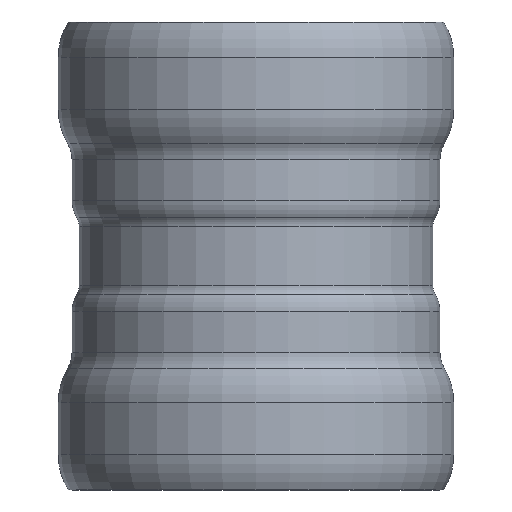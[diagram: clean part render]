
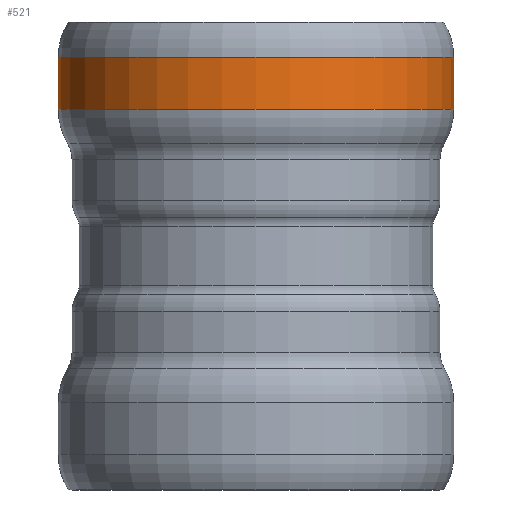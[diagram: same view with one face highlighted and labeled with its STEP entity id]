
A CAD part, front view. The second image highlights one B-rep face of the part: STEP entity #521.
In plain terms, the highlighted cylindrical face has radius 1225 mm (diameter 2450 mm), a full revolution.
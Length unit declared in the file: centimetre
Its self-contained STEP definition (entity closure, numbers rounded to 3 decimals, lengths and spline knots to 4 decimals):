
#24=LINE('',#951,#34);
#34=VECTOR('',#758,122.5);
#44=CYLINDRICAL_SURFACE('',#591,122.5);
#65=FACE_OUTER_BOUND('',#98,.T.);
#98=EDGE_LOOP('',(#398,#399,#400,#401,#402,#403));
#149=CIRCLE('',#588,122.5);
#151=CIRCLE('',#590,122.5);
#152=CIRCLE('',#592,122.5);
#153=CIRCLE('',#593,122.5);
#212=VERTEX_POINT('',#941);
#213=VERTEX_POINT('',#942);
#214=VERTEX_POINT('',#947);
#215=VERTEX_POINT('',#948);
#277=EDGE_CURVE('',#212,#213,#149,.T.);
#279=EDGE_CURVE('',#213,#212,#151,.T.);
#280=EDGE_CURVE('',#214,#215,#152,.T.);
#281=EDGE_CURVE('',#215,#214,#153,.T.);
#282=EDGE_CURVE('',#215,#213,#24,.T.);
#398=ORIENTED_EDGE('',*,*,#280,.F.);
#399=ORIENTED_EDGE('',*,*,#281,.F.);
#400=ORIENTED_EDGE('',*,*,#282,.T.);
#401=ORIENTED_EDGE('',*,*,#279,.T.);
#402=ORIENTED_EDGE('',*,*,#277,.T.);
#403=ORIENTED_EDGE('',*,*,#282,.F.);
#521=ADVANCED_FACE('',(#65),#44,.T.);
#588=AXIS2_PLACEMENT_3D('',#943,#746,#747);
#590=AXIS2_PLACEMENT_3D('',#945,#750,#751);
#591=AXIS2_PLACEMENT_3D('',#946,#752,#753);
#592=AXIS2_PLACEMENT_3D('',#949,#754,#755);
#593=AXIS2_PLACEMENT_3D('',#950,#756,#757);
#746=DIRECTION('center_axis',(0.,0.,-1.));
#747=DIRECTION('ref_axis',(1.,0.,0.));
#750=DIRECTION('center_axis',(0.,0.,-1.));
#751=DIRECTION('ref_axis',(1.,0.,0.));
#752=DIRECTION('center_axis',(0.,0.,-1.));
#753=DIRECTION('ref_axis',(-1.,0.,0.));
#754=DIRECTION('center_axis',(0.,0.,-1.));
#755=DIRECTION('ref_axis',(1.,0.,0.));
#756=DIRECTION('center_axis',(0.,0.,-1.));
#757=DIRECTION('ref_axis',(1.,0.,0.));
#758=DIRECTION('',(0.,0.,1.));
#941=CARTESIAN_POINT('',(0.,-122.5,268.1425));
#942=CARTESIAN_POINT('',(122.5,0.,268.1425));
#943=CARTESIAN_POINT('Origin',(0.,0.,268.1425));
#945=CARTESIAN_POINT('Origin',(0.,0.,268.1425));
#946=CARTESIAN_POINT('Origin',(0.,0.,252.));
#947=CARTESIAN_POINT('',(0.,-122.5,235.8575));
#948=CARTESIAN_POINT('',(122.5,0.,235.8575));
#949=CARTESIAN_POINT('Origin',(0.,0.,235.8575));
#950=CARTESIAN_POINT('Origin',(0.,0.,235.8575));
#951=CARTESIAN_POINT('',(122.5,0.,252.));
